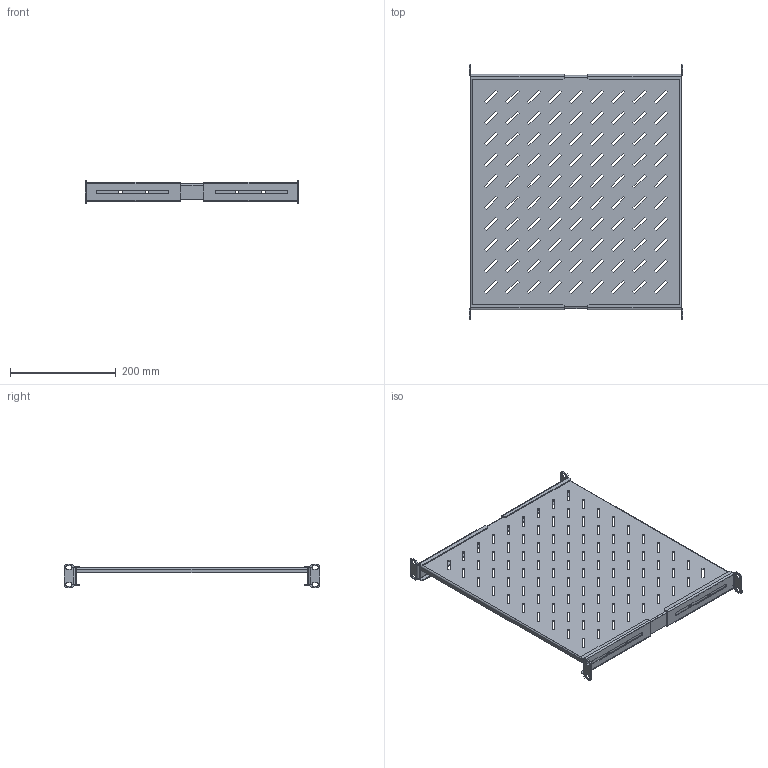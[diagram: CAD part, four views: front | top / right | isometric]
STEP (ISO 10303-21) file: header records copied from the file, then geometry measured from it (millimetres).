
FILE_DESCRIPTION (( 'STEP AP214' ), '1' );
FILE_NAME ('FS05-400PI-R_ITK Ïîëêà ñòàöèîíàðíàÿ L=400ìì ÷åðíàÿ.STEP', '2022-10-13T07:06:57', ( '' ), ( '' ), 'SwSTEP 2.0', 'SolidWorks 2022', '' );
FILE_SCHEMA (( 'AUTOMOTIVE_DESIGN' ));
Length unit declared in the file: millimetre
Products named in the file (3): FS05-400PI-R_ITK Полка стационарная L=400мм черная; АГИЕ 278.01.002 Кронштейн; АГИЕ 278.01.001 Полка стационарная_-00 400 черная
Assembly tree (5 placements, depth 2):
  FS05-400PI-R_ITK Полка стационарная L=400мм черная
    АГИЕ 278.01.001 Полка стационарная_-00 400 черная
    АГИЕ 278.01.002 Кронштейн  x4
Bounding box: 404 x 482.6 x 44 mm (x, y, z)
Volume: 450159.1 mm3; surface area: 473600.7 mm2
Topology: 5 solids, 5 shells, 638 faces, 1756 edges, 1128 vertices
Faces by surface type: plane 546, cylinder 84, bspline 8
Entity records: 16049 total; most frequent: CARTESIAN_POINT 3202, ORIENTED_EDGE 2702, DIRECTION 2343, EDGE_CURVE 1351, VECTOR 1273, LINE 1273, VERTEX_POINT 882, EDGE_LOOP 675
